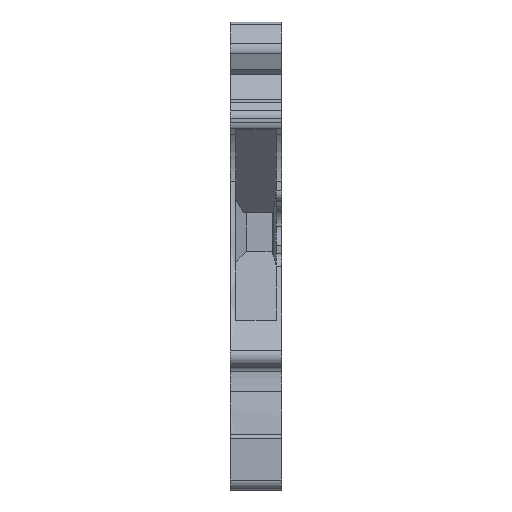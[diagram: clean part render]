
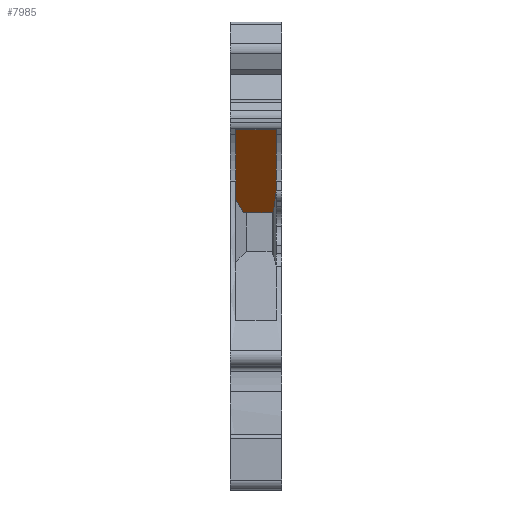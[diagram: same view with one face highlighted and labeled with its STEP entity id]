
A CAD part, left-side view. The second image highlights one B-rep face of the part: STEP entity #7985.
In plain terms, the highlighted planar face has unit normal (-0.715, 0, -0.699).
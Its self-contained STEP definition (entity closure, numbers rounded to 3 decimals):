
#3289=CARTESIAN_POINT('',(-21.515,0.55,29.216));
#3290=VERTEX_POINT('',#3289);
#3291=CARTESIAN_POINT('',(-15.5,0.55,23.061));
#3292=VERTEX_POINT('',#3291);
#3293=CARTESIAN_POINT('',(-21.515,0.55,29.216));
#3294=DIRECTION('',(0.699,0.,-0.715));
#3295=VECTOR('',#3294,8.606);
#3296=LINE('',#3293,#3295);
#3297=EDGE_CURVE('',#3290,#3292,#3296,.T.);
#3340=CARTESIAN_POINT('',(-21.515,4.6,29.216));
#3341=VERTEX_POINT('',#3340);
#3348=CARTESIAN_POINT('',(-14.744,4.6,22.287));
#3349=VERTEX_POINT('',#3348);
#3350=CARTESIAN_POINT('',(-14.744,4.6,22.287));
#3351=DIRECTION('',(-0.699,0.,0.715));
#3352=VECTOR('',#3351,9.689);
#3353=LINE('',#3350,#3352);
#3354=EDGE_CURVE('',#3349,#3341,#3353,.T.);
#3382=CARTESIAN_POINT('',(-21.515,0.55,29.216));
#3383=DIRECTION('',(0.,1.,0.));
#3384=VECTOR('',#3383,4.05);
#3385=LINE('',#3382,#3384);
#3386=EDGE_CURVE('',#3290,#3341,#3385,.T.);
#3866=CARTESIAN_POINT('',(-13.35,0.95,20.861));
#3867=VERTEX_POINT('',#3866);
#3890=CARTESIAN_POINT('',(-13.388,0.95,20.9));
#3891=VERTEX_POINT('',#3890);
#3898=CARTESIAN_POINT('',(-13.388,0.95,20.9));
#3899=DIRECTION('',(0.699,0.,-0.715));
#3900=VECTOR('',#3899,0.054);
#3901=LINE('',#3898,#3900);
#3902=EDGE_CURVE('',#3891,#3867,#3901,.T.);
#4031=CARTESIAN_POINT('',(-13.877,0.75,21.401));
#4032=VERTEX_POINT('',#4031);
#4033=CARTESIAN_POINT('',(-15.5,0.55,23.061));
#4034=DIRECTION('',(0.696,0.086,-0.713));
#4035=VECTOR('',#4034,2.33);
#4036=LINE('',#4033,#4035);
#4037=EDGE_CURVE('',#3292,#4032,#4036,.T.);
#4086=CARTESIAN_POINT('',(-13.388,3.817,20.9));
#4087=VERTEX_POINT('',#4086);
#4088=CARTESIAN_POINT('',(-14.744,4.6,22.287));
#4089=DIRECTION('',(0.648,-0.374,-0.663));
#4090=VECTOR('',#4089,2.092);
#4091=LINE('',#4088,#4090);
#4092=EDGE_CURVE('',#3349,#4087,#4091,.T.);
#4521=CARTESIAN_POINT('',(-13.877,0.75,21.401));
#4522=DIRECTION('',(0.676,0.256,-0.691));
#4523=VECTOR('',#4522,0.781);
#4524=LINE('',#4521,#4523);
#4525=EDGE_CURVE('',#4032,#3867,#4524,.T.);
#7567=CARTESIAN_POINT('',(-13.388,3.817,20.9));
#7568=DIRECTION('',(0.,-1.,0.));
#7569=VECTOR('',#7568,2.867);
#7570=LINE('',#7567,#7569);
#7571=EDGE_CURVE('',#4087,#3891,#7570,.T.);
#7970=CARTESIAN_POINT('',(-13.652,2.384,21.17));
#7971=DIRECTION('',(0.699,0.,-0.715));
#7972=DIRECTION('',(-0.715,0.,-0.699));
#7973=AXIS2_PLACEMENT_3D('',#7970,#7972,#7971);
#7974=PLANE('',#7973);
#7975=ORIENTED_EDGE('',*,*,#4037,.F.);
#7976=ORIENTED_EDGE('',*,*,#3297,.F.);
#7977=ORIENTED_EDGE('',*,*,#3386,.T.);
#7978=ORIENTED_EDGE('',*,*,#3354,.F.);
#7979=ORIENTED_EDGE('',*,*,#4092,.T.);
#7980=ORIENTED_EDGE('',*,*,#7571,.T.);
#7981=ORIENTED_EDGE('',*,*,#3902,.T.);
#7982=ORIENTED_EDGE('',*,*,#4525,.F.);
#7983=EDGE_LOOP('',(#7975,#7976,#7977,#7978,#7979,#7980,#7981,#7982));
#7984=FACE_OUTER_BOUND('',#7983,.T.);
#7985=ADVANCED_FACE('F233',(#7984),#7974,.T.);
